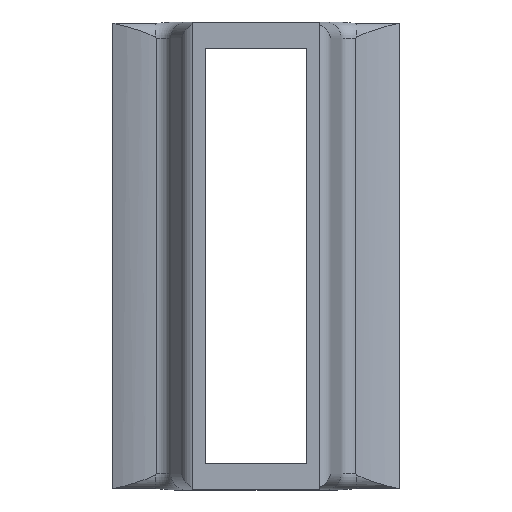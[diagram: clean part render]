
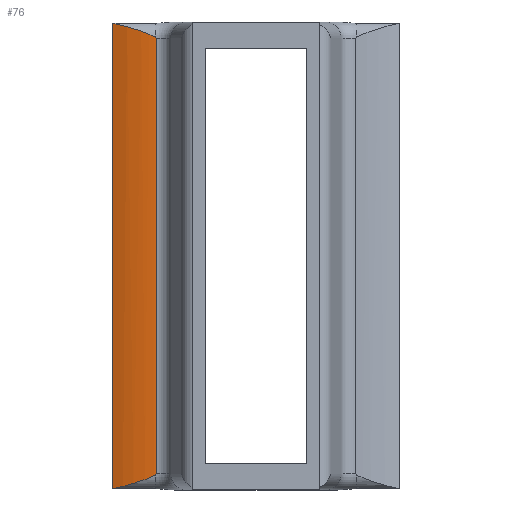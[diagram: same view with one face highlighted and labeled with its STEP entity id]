
A CAD part, top view. The second image highlights one B-rep face of the part: STEP entity #76.
In plain terms, the highlighted cylindrical face has radius 40 mm (diameter 80 mm), a partial arc.
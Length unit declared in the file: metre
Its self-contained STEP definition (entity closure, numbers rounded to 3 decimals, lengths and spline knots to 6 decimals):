
#76 = ADVANCED_FACE( '', ( #165 ), #166, .T. );
#165 = FACE_OUTER_BOUND( '', #264, .T. );
#166 = CYLINDRICAL_SURFACE( '', #265, 0.04 );
#264 = EDGE_LOOP( '', ( #423, #424, #425, #426, #427, #428 ) );
#265 = AXIS2_PLACEMENT_3D( '', #429, #430, #431 );
#423 = ORIENTED_EDGE( '', *, *, #663, .F. );
#424 = ORIENTED_EDGE( '', *, *, #664, .T. );
#425 = ORIENTED_EDGE( '', *, *, #665, .F. );
#426 = ORIENTED_EDGE( '', *, *, #614, .F. );
#427 = ORIENTED_EDGE( '', *, *, #666, .F. );
#428 = ORIENTED_EDGE( '', *, *, #640, .F. );
#429 = CARTESIAN_POINT( '', ( 0.01288, 0., -0.039391 ) );
#430 = DIRECTION( '', ( 0., 1., 0. ) );
#431 = DIRECTION( '', ( 0., 0., -1. ) );
#614 = EDGE_CURVE( '', #731, #734, #735, .F. );
#640 = EDGE_CURVE( '', #777, #779, #780, .T. );
#663 = EDGE_CURVE( '', #816, #777, #817, .T. );
#664 = EDGE_CURVE( '', #816, #818, #819, .F. );
#665 = EDGE_CURVE( '', #734, #818, #820, .T. );
#666 = EDGE_CURVE( '', #779, #731, #821, .T. );
#731 = VERTEX_POINT( '', #897 );
#734 = VERTEX_POINT( '', #900 );
#735 = B_SPLINE_CURVE_WITH_KNOTS( '', 3, ( #901, #902, #903, #904, #905, #906, #907 ), .UNSPECIFIED., .F., .F., ( 4, 3, 4 ), ( 0., 0.00036, 0.000374 ), .UNSPECIFIED. );
#777 = VERTEX_POINT( '', #978 );
#779 = VERTEX_POINT( '', #980 );
#780 = B_SPLINE_CURVE_WITH_KNOTS( '', 3, ( #981, #982, #983, #984, #985, #986, #987 ), .UNSPECIFIED., .F., .F., ( 4, 3, 4 ), ( 0., 0.00036, 0.000374 ), .UNSPECIFIED. );
#816 = VERTEX_POINT( '', #1057 );
#817 = B_SPLINE_CURVE_WITH_KNOTS( '', 3, ( #1058, #1059, #1060, #1061, #1062, #1063, #1064, #1065, #1066, #1067, #1068, #1069, #1070, #1071, #1072, #1073, #1074, #1075 ), .UNSPECIFIED., .F., .F., ( 4, 2, 2, 2, 2, 2, 2, 2, 4 ), ( 0., 0.003526, 0.007052, 0.010578, 0.012341, 0.013223, 0.013664, 0.013884, 0.014104 ), .UNSPECIFIED. );
#818 = VERTEX_POINT( '', #1076 );
#819 = LINE( '', #1077, #1078 );
#820 = B_SPLINE_CURVE_WITH_KNOTS( '', 3, ( #1079, #1080, #1081, #1082, #1083, #1084, #1085, #1086, #1087, #1088, #1089, #1090, #1091, #1092, #1093, #1094, #1095, #1096, #1097, #1098 ), .UNSPECIFIED., .F., .F., ( 4, 2, 2, 2, 2, 2, 2, 2, 2, 4 ), ( 0., 0.000221, 0.000442, 0.000885, 0.001769, 0.003538, 0.005308, 0.007077, 0.010615, 0.014154 ), .UNSPECIFIED. );
#821 = LINE( '', #1099, #1100 );
#897 = CARTESIAN_POINT( '', ( 0.010829, -0.067, 0.000557 ) );
#900 = CARTESIAN_POINT( '', ( 0.010572, -0.067272, 0.000543 ) );
#901 = CARTESIAN_POINT( '', ( 0.010572, -0.067272, 0.000543 ) );
#902 = CARTESIAN_POINT( '', ( 0.010655, -0.067185, 0.000547 ) );
#903 = CARTESIAN_POINT( '', ( 0.010737, -0.067098, 0.000552 ) );
#904 = CARTESIAN_POINT( '', ( 0.010819, -0.06701, 0.000556 ) );
#905 = CARTESIAN_POINT( '', ( 0.010822, -0.067007, 0.000556 ) );
#906 = CARTESIAN_POINT( '', ( 0.010826, -0.067003, 0.000556 ) );
#907 = CARTESIAN_POINT( '', ( 0.010829, -0.067, 0.000557 ) );
#978 = CARTESIAN_POINT( '', ( 0.010572, 0.067272, 0.000543 ) );
#980 = CARTESIAN_POINT( '', ( 0.010829, 0.067, 0.000557 ) );
#981 = CARTESIAN_POINT( '', ( 0.010572, 0.067272, 0.000543 ) );
#982 = CARTESIAN_POINT( '', ( 0.010655, 0.067185, 0.000547 ) );
#983 = CARTESIAN_POINT( '', ( 0.010737, 0.067098, 0.000552 ) );
#984 = CARTESIAN_POINT( '', ( 0.010819, 0.06701, 0.000556 ) );
#985 = CARTESIAN_POINT( '', ( 0.010822, 0.067007, 0.000556 ) );
#986 = CARTESIAN_POINT( '', ( 0.010826, 0.067003, 0.000556 ) );
#987 = CARTESIAN_POINT( '', ( 0.010829, 0.067, 0.000557 ) );
#1057 = CARTESIAN_POINT( '', ( -0.002462, 0.071583, -0.00245 ) );
#1058 = CARTESIAN_POINT( '', ( -0.002462, 0.071583, -0.00245 ) );
#1059 = CARTESIAN_POINT( '', ( -0.001378, 0.071386, -0.002 ) );
#1060 = CARTESIAN_POINT( '', ( -0.000294, 0.071136, -0.001605 ) );
#1061 = CARTESIAN_POINT( '', ( 0.001882, 0.070565, -0.000916 ) );
#1062 = CARTESIAN_POINT( '', ( 0.002973, 0.070243, -0.000621 ) );
#1063 = CARTESIAN_POINT( '', ( 0.005167, 0.069546, -0.000125 ) );
#1064 = CARTESIAN_POINT( '', ( 0.006272, 0.06917, 0.000075 ) );
#1065 = CARTESIAN_POINT( '', ( 0.007927, 0.06856, 0.000305 ) );
#1066 = CARTESIAN_POINT( '', ( 0.008478, 0.06835, 0.00037 ) );
#1067 = CARTESIAN_POINT( '', ( 0.009295, 0.068006, 0.000449 ) );
#1068 = CARTESIAN_POINT( '', ( 0.009566, 0.067887, 0.000473 ) );
#1069 = CARTESIAN_POINT( '', ( 0.009962, 0.067688, 0.000503 ) );
#1070 = CARTESIAN_POINT( '', ( 0.010093, 0.067619, 0.000512 ) );
#1071 = CARTESIAN_POINT( '', ( 0.010281, 0.067503, 0.000525 ) );
#1072 = CARTESIAN_POINT( '', ( 0.010343, 0.067463, 0.000529 ) );
#1073 = CARTESIAN_POINT( '', ( 0.010462, 0.067375, 0.000536 ) );
#1074 = CARTESIAN_POINT( '', ( 0.01052, 0.067328, 0.00054 ) );
#1075 = CARTESIAN_POINT( '', ( 0.010572, 0.067272, 0.000543 ) );
#1076 = CARTESIAN_POINT( '', ( -0.002462, -0.071583, -0.00245 ) );
#1077 = CARTESIAN_POINT( '', ( -0.002462, 0., -0.00245 ) );
#1078 = VECTOR( '', #1284, 1. );
#1079 = CARTESIAN_POINT( '', ( 0.010572, -0.067272, 0.000543 ) );
#1080 = CARTESIAN_POINT( '', ( 0.01052, -0.067328, 0.00054 ) );
#1081 = CARTESIAN_POINT( '', ( 0.010462, -0.067375, 0.000536 ) );
#1082 = CARTESIAN_POINT( '', ( 0.010343, -0.067463, 0.000529 ) );
#1083 = CARTESIAN_POINT( '', ( 0.010281, -0.067503, 0.000525 ) );
#1084 = CARTESIAN_POINT( '', ( 0.010093, -0.067619, 0.000512 ) );
#1085 = CARTESIAN_POINT( '', ( 0.009963, -0.067688, 0.000503 ) );
#1086 = CARTESIAN_POINT( '', ( 0.009567, -0.067886, 0.000473 ) );
#1087 = CARTESIAN_POINT( '', ( 0.009296, -0.068005, 0.000449 ) );
#1088 = CARTESIAN_POINT( '', ( 0.008481, -0.068349, 0.00037 ) );
#1089 = CARTESIAN_POINT( '', ( 0.007932, -0.068558, 0.000306 ) );
#1090 = CARTESIAN_POINT( '', ( 0.006833, -0.068964, 0.000153 ) );
#1091 = CARTESIAN_POINT( '', ( 0.006282, -0.069158, 0.000065 ) );
#1092 = CARTESIAN_POINT( '', ( 0.005179, -0.069535, -0.000135 ) );
#1093 = CARTESIAN_POINT( '', ( 0.004626, -0.069718, -0.000248 ) );
#1094 = CARTESIAN_POINT( '', ( 0.002974, -0.070243, -0.000621 ) );
#1095 = CARTESIAN_POINT( '', ( 0.001879, -0.070566, -0.000916 ) );
#1096 = CARTESIAN_POINT( '', ( -0.000298, -0.071137, -0.001607 ) );
#1097 = CARTESIAN_POINT( '', ( -0.001381, -0.071387, -0.002001 ) );
#1098 = CARTESIAN_POINT( '', ( -0.002462, -0.071583, -0.00245 ) );
#1099 = CARTESIAN_POINT( '', ( 0.010829, 0., 0.000557 ) );
#1100 = VECTOR( '', #1285, 1. );
#1284 = DIRECTION( '', ( 0., 1., 0. ) );
#1285 = DIRECTION( '', ( 0., -1., 0. ) );
